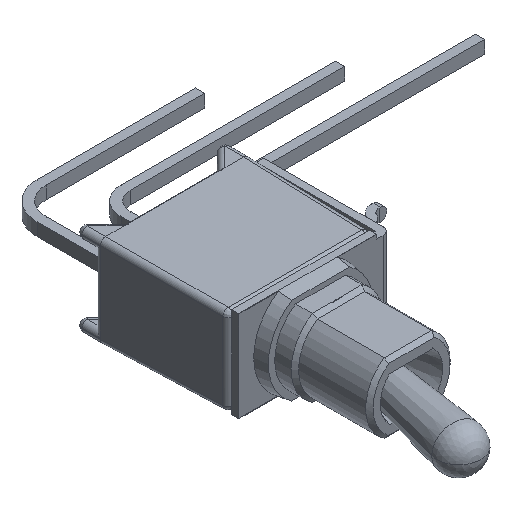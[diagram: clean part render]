
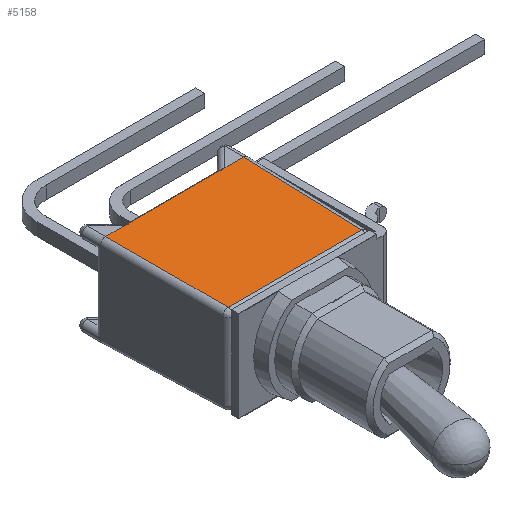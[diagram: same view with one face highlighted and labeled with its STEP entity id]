
A CAD part, isometric view. The second image highlights one B-rep face of the part: STEP entity #5158.
In plain terms, the highlighted planar face has unit normal (0, -0.018, 1).
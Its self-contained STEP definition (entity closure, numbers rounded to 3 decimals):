
#387=DIRECTION('',(-1.,0.,0.));
#388=VECTOR('',#387,1.024);
#389=CARTESIAN_POINT('',(3.76,0.12,2.5));
#390=LINE('',#389,#388);
#391=DIRECTION('',(-1.,0.,0.));
#392=VECTOR('',#391,1.024);
#393=CARTESIAN_POINT('',(-2.736,0.12,2.5));
#394=LINE('',#393,#392);
#395=DIRECTION('',(-1.,0.,0.));
#396=VECTOR('',#395,5.472);
#397=CARTESIAN_POINT('',(2.736,0.12,2.5));
#398=LINE('',#397,#396);
#2618=DIRECTION('',(-0.017,1.,0.017));
#2619=VECTOR('',#2618,6.557);
#2620=CARTESIAN_POINT('',(-3.646,-6.435,
2.386));
#2621=LINE('',#2620,#2619);
#2676=DIRECTION('',(1.,0.,0.));
#2677=VECTOR('',#2676,7.291);
#2678=CARTESIAN_POINT('',(-3.646,-6.435,
2.386));
#2679=LINE('',#2678,#2677);
#2755=DIRECTION('',(0.017,1.,0.017));
#2756=VECTOR('',#2755,6.557);
#2757=CARTESIAN_POINT('',(3.646,-6.435,2.386));
#2758=LINE('',#2757,#2756);
#4208=CARTESIAN_POINT('',(2.736,0.12,2.5));
#4210=VERTEX_POINT('',#4208);
#4213=CARTESIAN_POINT('',(3.76,0.12,2.5));
#4214=VERTEX_POINT('',#4213);
#4217=CARTESIAN_POINT('',(3.646,-6.435,2.386));
#4218=VERTEX_POINT('',#4217);
#4243=CARTESIAN_POINT('',(-2.736,0.12,2.5));
#4245=VERTEX_POINT('',#4243);
#4248=CARTESIAN_POINT('',(-3.76,0.12,2.5));
#4250=VERTEX_POINT('',#4248);
#4255=CARTESIAN_POINT('',(-3.646,-6.435,
2.386));
#4256=VERTEX_POINT('',#4255);
#5140=CARTESIAN_POINT('',(4.245,0.12,2.5));
#5141=DIRECTION('',(0.,-0.017,1.));
#5142=DIRECTION('',(1.,0.,0.));
#5143=AXIS2_PLACEMENT_3D('',#5140,#5141,#5142);
#5144=PLANE('',#5143);
#5146=ORIENTED_EDGE('',*,*,#5145,.F.);
#5148=ORIENTED_EDGE('',*,*,#5147,.F.);
#5150=ORIENTED_EDGE('',*,*,#5149,.F.);
#5152=ORIENTED_EDGE('',*,*,#5151,.F.);
#5154=ORIENTED_EDGE('',*,*,#5153,.T.);
#5155=ORIENTED_EDGE('',*,*,#5131,.F.);
#5156=EDGE_LOOP('',(#5146,#5148,#5150,#5152,#5154,#5155));
#5157=FACE_OUTER_BOUND('',#5156,.F.);
#5131=EDGE_CURVE('',#4245,#4250,#394,.T.);
#5145=EDGE_CURVE('',#4210,#4245,#398,.T.);
#5147=EDGE_CURVE('',#4214,#4210,#390,.T.);
#5149=EDGE_CURVE('',#4218,#4214,#2758,.T.);
#5151=EDGE_CURVE('',#4256,#4218,#2679,.T.);
#5153=EDGE_CURVE('',#4256,#4250,#2621,.T.);
#5158=ADVANCED_FACE('',(#5157),#5144,.T.);
